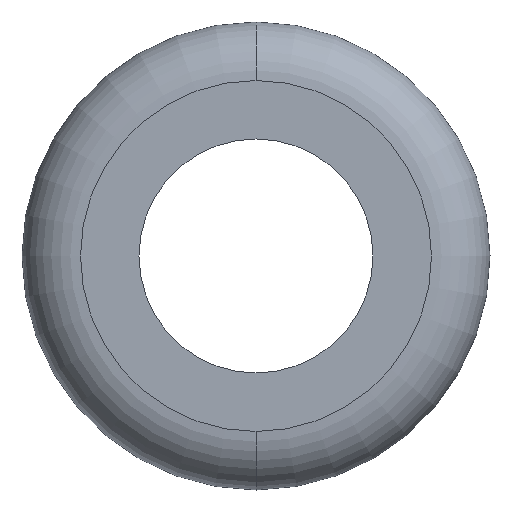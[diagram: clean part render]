
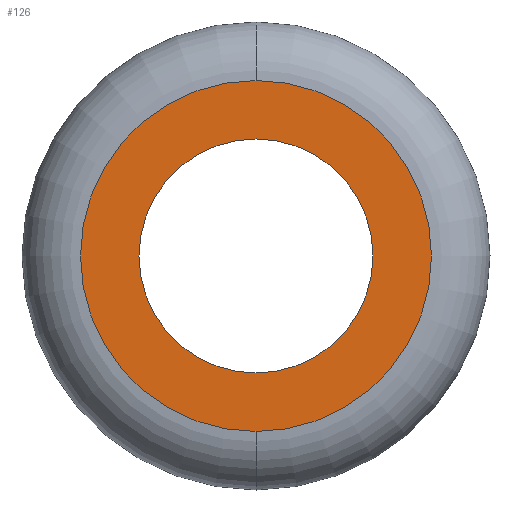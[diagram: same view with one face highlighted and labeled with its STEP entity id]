
A CAD part, front view. The second image highlights one B-rep face of the part: STEP entity #126.
In plain terms, the highlighted planar face has unit normal (0, -1, 0).
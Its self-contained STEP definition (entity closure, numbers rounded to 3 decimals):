
#1 = EDGE_CURVE ( 'NONE', #112, #113, #77, .T. ) ;
#47 = EDGE_CURVE ( 'NONE', #66, #67, #228, .T. ) ;
#66 = VERTEX_POINT ( 'NONE', #270 ) ;
#67 = VERTEX_POINT ( 'NONE', #269 ) ;
#73 = DIRECTION ( 'NONE',  ( 0., 1., 0. ) ) ;
#74 = CARTESIAN_POINT ( 'NONE',  ( 0., -5.5, 0. ) ) ;
#75 = AXIS2_PLACEMENT_3D ( 'NONE', #74, #73, #79 ) ;
#77 = CIRCLE ( 'NONE', #75, 12. ) ;
#79 = DIRECTION ( 'NONE',  ( 0., 0., 1. ) ) ;
#112 = VERTEX_POINT ( 'NONE', #315 ) ;
#113 = VERTEX_POINT ( 'NONE', #314 ) ;
#116 = EDGE_CURVE ( 'NONE', #113, #112, #307, .T. ) ;
#125 = EDGE_LOOP ( 'NONE', ( #127, #137 ) ) ;
#126 = ADVANCED_FACE ( 'NONE', ( #296, #295 ), #301, .T. ) ;
#127 = ORIENTED_EDGE ( 'NONE', *, *, #141, .T. ) ;
#132 = ORIENTED_EDGE ( 'NONE', *, *, #1, .F. ) ;
#135 = ORIENTED_EDGE ( 'NONE', *, *, #116, .F. ) ;
#137 = ORIENTED_EDGE ( 'NONE', *, *, #47, .T. ) ;
#139 = EDGE_LOOP ( 'NONE', ( #132, #135 ) ) ;
#141 = EDGE_CURVE ( 'NONE', #67, #66, #354, .T. ) ;
#225 = DIRECTION ( 'NONE',  ( 0., 0., 1. ) ) ;
#226 = DIRECTION ( 'NONE',  ( 0., 1., 0. ) ) ;
#227 = AXIS2_PLACEMENT_3D ( 'NONE', #234, #226, #225 ) ;
#228 = CIRCLE ( 'NONE', #227, 8. ) ;
#234 = CARTESIAN_POINT ( 'NONE',  ( 0., -5.5, 0. ) ) ;
#269 = CARTESIAN_POINT ( 'NONE',  ( 0., -5.5, 8. ) ) ;
#270 = CARTESIAN_POINT ( 'NONE',  ( 0., -5.5, -8. ) ) ;
#291 = DIRECTION ( 'NONE',  ( 0., 0., -1. ) ) ;
#292 = DIRECTION ( 'NONE',  ( 0., -1., 0. ) ) ;
#293 = CARTESIAN_POINT ( 'NONE',  ( -8., -5.5, 0. ) ) ;
#294 = AXIS2_PLACEMENT_3D ( 'NONE', #293, #292, #291 ) ;
#295 = FACE_OUTER_BOUND ( 'NONE', #139, .T. ) ;
#296 = FACE_BOUND ( 'NONE', #125, .T. ) ;
#301 = PLANE ( 'NONE',  #294 ) ;
#304 = DIRECTION ( 'NONE',  ( 0., 0., 1. ) ) ;
#305 = DIRECTION ( 'NONE',  ( 0., 1., 0. ) ) ;
#306 = AXIS2_PLACEMENT_3D ( 'NONE', #313, #305, #304 ) ;
#307 = CIRCLE ( 'NONE', #306, 12. ) ;
#313 = CARTESIAN_POINT ( 'NONE',  ( 0., -5.5, 0. ) ) ;
#314 = CARTESIAN_POINT ( 'NONE',  ( 0., -5.5, -12. ) ) ;
#315 = CARTESIAN_POINT ( 'NONE',  ( 0., -5.5, 12. ) ) ;
#346 = DIRECTION ( 'NONE',  ( 0., 0., 1. ) ) ;
#347 = DIRECTION ( 'NONE',  ( 0., 1., 0. ) ) ;
#348 = CARTESIAN_POINT ( 'NONE',  ( 0., -5.5, 0. ) ) ;
#349 = AXIS2_PLACEMENT_3D ( 'NONE', #348, #347, #346 ) ;
#354 = CIRCLE ( 'NONE', #349, 8. ) ;
